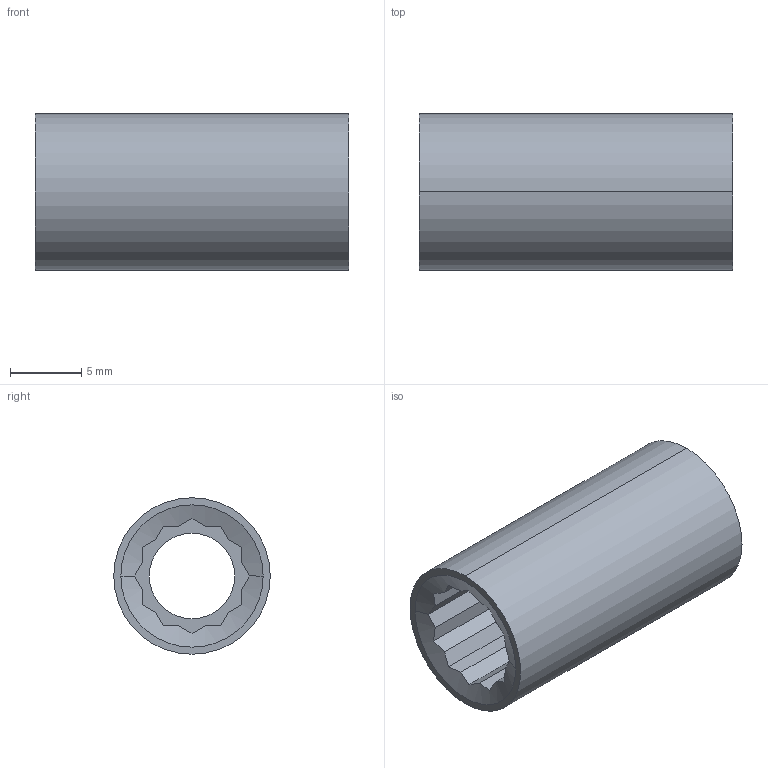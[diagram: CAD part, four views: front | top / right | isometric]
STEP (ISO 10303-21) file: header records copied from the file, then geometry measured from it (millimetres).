
FILE_DESCRIPTION(('STEP AP214'),'1');
FILE_NAME('douille_r_7e.stp','2018-04-12T19:07:12',('TraceParts'),('TraceParts S.A.'),'Spatial InterOp 3D',' ',' ');
FILE_SCHEMA(('automotive_design'));
Length unit declared in the file: millimetre
Products named in the file (1): douille_r_7e
Bounding box: 22 x 11 x 11 mm (x, y, z)
Volume: 1240.2 mm3; surface area: 1391.1 mm2
Topology: 1 solids, 1 shells, 40 faces, 106 edges, 70 vertices
Faces by surface type: plane 32, cylinder 4, cone 4
Entity records: 1215 total; most frequent: CARTESIAN_POINT 277, ORIENTED_EDGE 212, DIRECTION 170, EDGE_CURVE 106, VERTEX_POINT 70, LINE 64, VECTOR 64, AXIS2_PLACEMENT_3D 53
